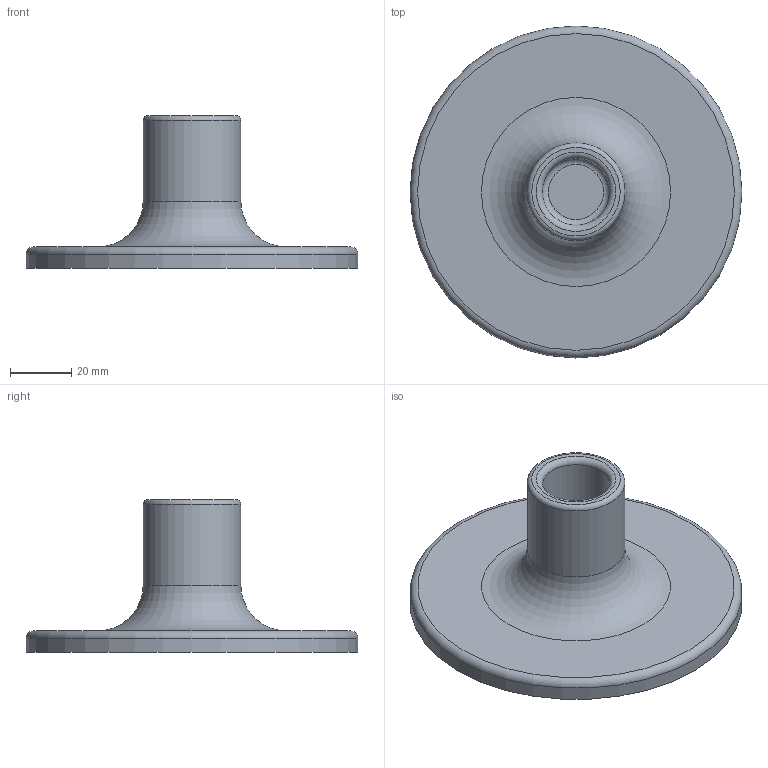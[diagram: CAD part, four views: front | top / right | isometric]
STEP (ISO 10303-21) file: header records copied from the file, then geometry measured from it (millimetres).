
FILE_DESCRIPTION(/* description */ (''),/* implementation_level */ '2;1');
FILE_NAME(/* name */ 'Base.step',/* time_stamp */ '2024-11-17T16:35:39+07:00',/* author */ (''),/* organization */ (''),/* preprocessor_version */ 'ST-DEVELOPER v20',/* originating_system */ 'Autodesk Translation Framework v13.20.0.188',/* authorisation */ '');
FILE_SCHEMA (('AUTOMOTIVE_DESIGN { 1 0 10303 214 3 1 1 }'));
Length unit declared in the file: millimetre
Products named in the file (2): Assembly6; Base
Assembly tree (1 placements, depth 2):
  Assembly6
    Base
Bounding box: 108.82 x 108.82 x 50 mm (x, y, z)
Volume: 89465.4 mm3; surface area: 27049.5 mm2
Topology: 1 solids, 1 shells, 12 faces, 19 edges, 11 vertices
Faces by surface type: torus 5, plane 4, cylinder 3
Full cylindrical faces by diameter (mm): 22 x1, 32 x1, 108.82 x1
Entity records: 332 total; most frequent: DIRECTION 65, CARTESIAN_POINT 45, ORIENTED_EDGE 38, AXIS2_PLACEMENT_3D 31, EDGE_CURVE 19, CIRCLE 16, EDGE_LOOP 14, FACE_OUTER_BOUND 12
